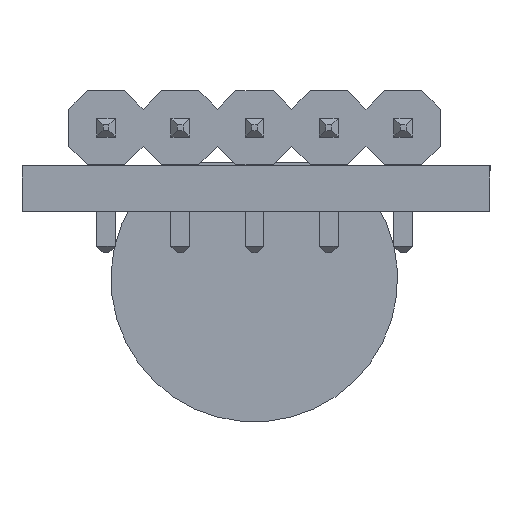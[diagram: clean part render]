
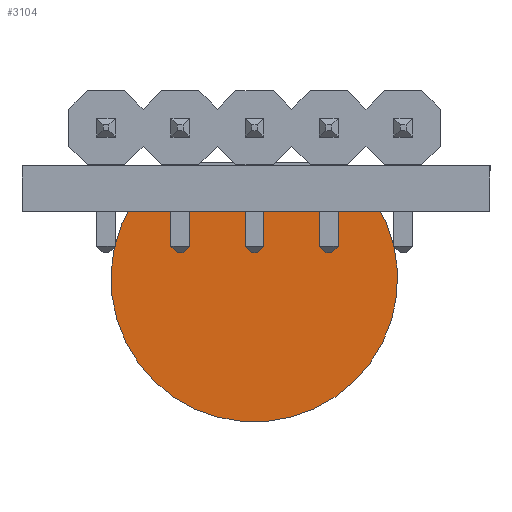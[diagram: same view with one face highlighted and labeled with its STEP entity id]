
A CAD part, left-side view. The second image highlights one B-rep face of the part: STEP entity #3104.
In plain terms, the highlighted planar face has unit normal (-1, 0, 0).
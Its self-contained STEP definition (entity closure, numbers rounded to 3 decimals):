
#223=PLANE('',#3355);
#392=FACE_OUTER_BOUND('',#581,.T.);
#581=EDGE_LOOP('',(#2875,#2876));
#959=LINE('',#5011,#1340);
#1340=VECTOR('',#4150,10.);
#1374=CIRCLE('',#3352,4.9);
#1634=VERTEX_POINT('',#5009);
#1635=VERTEX_POINT('',#5010);
#2045=EDGE_CURVE('',#1634,#1635,#959,.T.);
#2049=EDGE_CURVE('',#1634,#1635,#1374,.T.);
#2875=ORIENTED_EDGE('',*,*,#2049,.F.);
#2876=ORIENTED_EDGE('',*,*,#2045,.T.);
#3104=ADVANCED_FACE('',(#392),#223,.F.);
#3352=AXIS2_PLACEMENT_3D('',#5018,#4156,#4157);
#3355=AXIS2_PLACEMENT_3D('',#5021,#4162,#4163);
#4150=DIRECTION('',(0.,1.,0.));
#4156=DIRECTION('center_axis',(1.,0.,0.));
#4157=DIRECTION('ref_axis',(0.,-0.844,0.536));
#4162=DIRECTION('center_axis',(1.,0.,0.));
#4163=DIRECTION('ref_axis',(0.,1.,0.));
#5009=CARTESIAN_POINT('',(0.,-4.138,2.624));
#5010=CARTESIAN_POINT('',(0.,4.138,2.624));
#5011=CARTESIAN_POINT('',(0.,-4.138,2.624));
#5018=CARTESIAN_POINT('Origin',(0.,0.,0.));
#5021=CARTESIAN_POINT('Origin',(0.,0.,-1.138));
